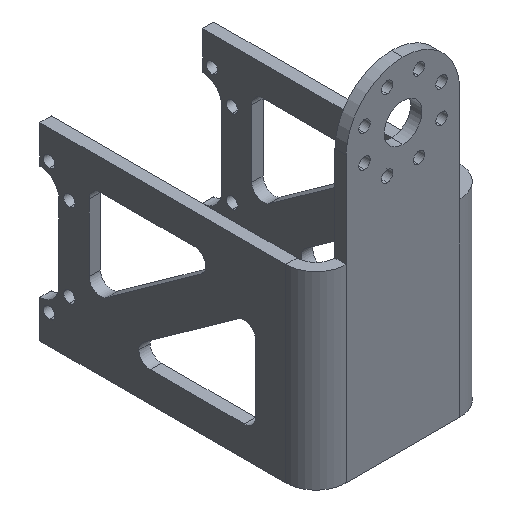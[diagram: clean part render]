
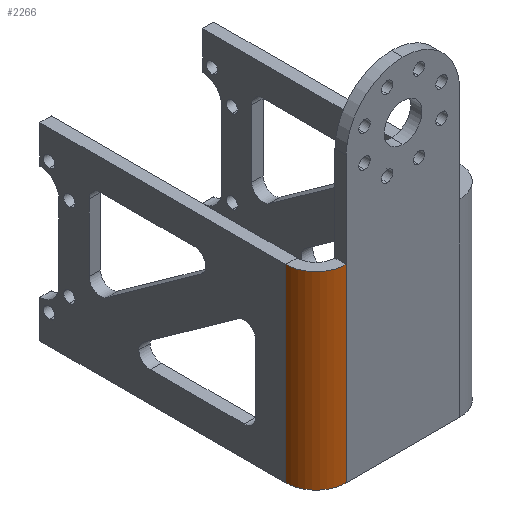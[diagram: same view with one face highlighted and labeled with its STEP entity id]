
A CAD part, isometric view. The second image highlights one B-rep face of the part: STEP entity #2266.
In plain terms, the highlighted cylindrical face has radius 8 mm (diameter 16 mm), a partial arc.
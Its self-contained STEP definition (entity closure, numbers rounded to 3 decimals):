
#153 = CARTESIAN_POINT ( 'NONE',  ( -15., -3., 5. ) ) ;
#236 = AXIS2_PLACEMENT_3D ( 'NONE', #2430, #2972, #752 ) ;
#396 = CIRCLE ( 'NONE', #2027, 8. ) ;
#516 = CYLINDRICAL_SURFACE ( 'NONE', #236, 8. ) ;
#646 = VECTOR ( 'NONE', #1737, 1000. ) ;
#655 = AXIS2_PLACEMENT_3D ( 'NONE', #2575, #1714, #1381 ) ;
#752 = DIRECTION ( 'NONE',  ( -1., 0., 0. ) ) ;
#787 = EDGE_CURVE ( 'NONE', #1803, #1196, #1960, .T. ) ;
#829 = LINE ( 'NONE', #2490, #646 ) ;
#893 = EDGE_CURVE ( 'NONE', #3004, #1196, #396, .T. ) ;
#903 = EDGE_CURVE ( 'NONE', #1134, #3004, #829, .T. ) ;
#946 = CARTESIAN_POINT ( 'NONE',  ( -23., 5., 45. ) ) ;
#964 = EDGE_LOOP ( 'NONE', ( #2824, #2271, #3008, #1864 ) ) ;
#1134 = VERTEX_POINT ( 'NONE', #153 ) ;
#1196 = VERTEX_POINT ( 'NONE', #1957 ) ;
#1275 = DIRECTION ( 'NONE',  ( 0., 0., -1. ) ) ;
#1325 = CARTESIAN_POINT ( 'NONE',  ( -15., -3., -45. ) ) ;
#1381 = DIRECTION ( 'NONE',  ( -1., 0., 0. ) ) ;
#1468 = FACE_OUTER_BOUND ( 'NONE', #964, .T. ) ;
#1663 = CARTESIAN_POINT ( 'NONE',  ( -23., 5., 5. ) ) ;
#1714 = DIRECTION ( 'NONE',  ( 0., 0., -1. ) ) ;
#1737 = DIRECTION ( 'NONE',  ( 0., 0., -1. ) ) ;
#1803 = VERTEX_POINT ( 'NONE', #1663 ) ;
#1864 = ORIENTED_EDGE ( 'NONE', *, *, #893, .F. ) ;
#1957 = CARTESIAN_POINT ( 'NONE',  ( -23., 5., -45. ) ) ;
#1960 = LINE ( 'NONE', #946, #2827 ) ;
#1989 = DIRECTION ( 'NONE',  ( 1., 0., 0. ) ) ;
#2027 = AXIS2_PLACEMENT_3D ( 'NONE', #2984, #1275, #1989 ) ;
#2038 = CIRCLE ( 'NONE', #655, 8. ) ;
#2173 = DIRECTION ( 'NONE',  ( 0., 0., -1. ) ) ;
#2266 = ADVANCED_FACE ( 'NONE', ( #1468 ), #516, .T. ) ;
#2271 = ORIENTED_EDGE ( 'NONE', *, *, #2742, .T. ) ;
#2430 = CARTESIAN_POINT ( 'NONE',  ( -15., 5., 45. ) ) ;
#2490 = CARTESIAN_POINT ( 'NONE',  ( -15., -3., 45. ) ) ;
#2575 = CARTESIAN_POINT ( 'NONE',  ( -15., 5., 5. ) ) ;
#2742 = EDGE_CURVE ( 'NONE', #1134, #1803, #2038, .T. ) ;
#2824 = ORIENTED_EDGE ( 'NONE', *, *, #903, .F. ) ;
#2827 = VECTOR ( 'NONE', #2173, 1000. ) ;
#2972 = DIRECTION ( 'NONE',  ( 0., 0., -1. ) ) ;
#2984 = CARTESIAN_POINT ( 'NONE',  ( -15., 5., -45. ) ) ;
#3004 = VERTEX_POINT ( 'NONE', #1325 ) ;
#3008 = ORIENTED_EDGE ( 'NONE', *, *, #787, .T. ) ;
